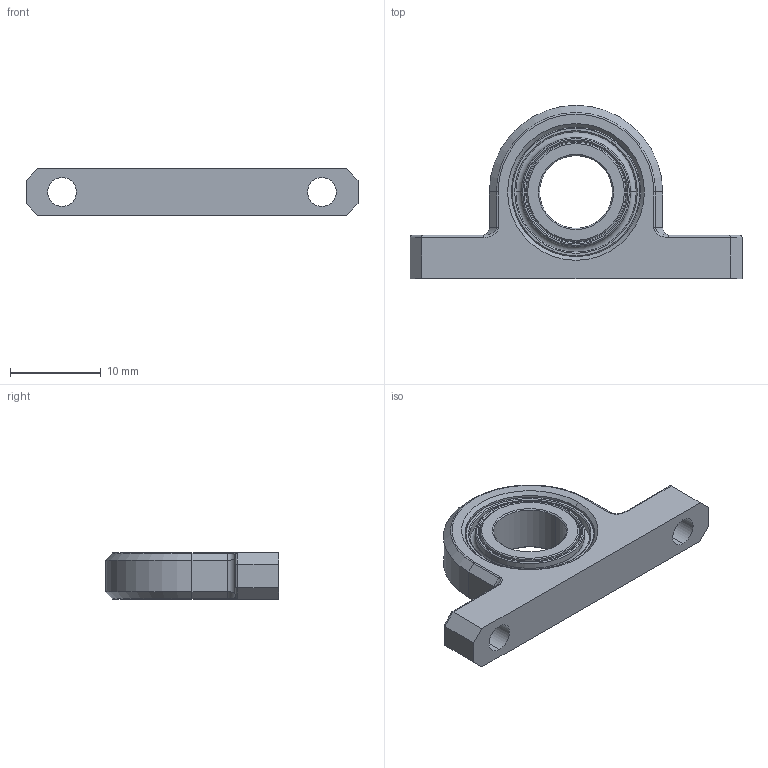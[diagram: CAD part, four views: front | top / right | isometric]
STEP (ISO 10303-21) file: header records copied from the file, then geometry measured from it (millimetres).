
FILE_DESCRIPTION (( 'STEP AP203' ), '1' );
FILE_NAME ('8600N13_Low-Profile Mounted Shielded Steel Ball Bearing.STEP', '2021-08-24T18:50:44', ( 'Administrator' ), ( 'Managed by Terraform' ), 'SwSTEP 2.0', 'SolidWorks 2017', '' );
FILE_SCHEMA (( 'CONFIG_CONTROL_DESIGN' ));
Length unit declared in the file: inch
Products named in the file (1): 8600N13_Low-Profile Mounted Shielded Steel Ball Bearing
Bounding box: 36.51 x 19.05 x 5.16 mm (x, y, z)
Volume: 1610.7 mm3; surface area: 1982.6 mm2
Topology: 2 solids, 2 shells, 112 faces, 242 edges, 140 vertices
Faces by surface type: cylinder 47, cone 30, plane 25, torus 6, bspline 4
Entity records: 3189 total; most frequent: CARTESIAN_POINT 671, DIRECTION 542, ORIENTED_EDGE 484, EDGE_CURVE 242, AXIS2_PLACEMENT_3D 211, VERTEX_POINT 140, EDGE_LOOP 126, LINE 120
